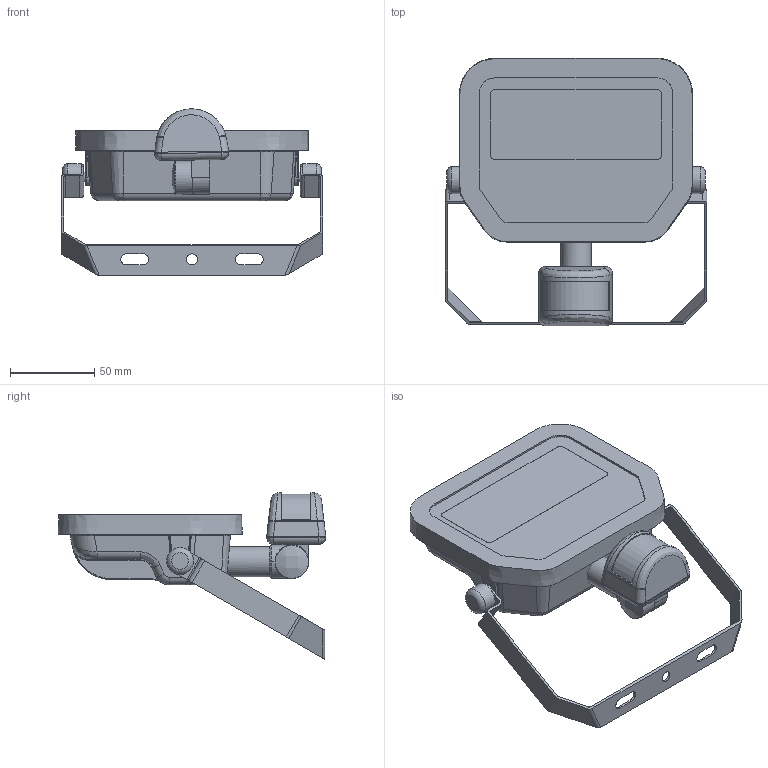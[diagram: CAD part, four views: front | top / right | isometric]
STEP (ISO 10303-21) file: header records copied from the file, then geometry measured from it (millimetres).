
FILE_DESCRIPTION (( 'STEP AP214' ), '1' );
FILE_NAME ('FL_G3_SEN_20W.STEP', '2023-05-02T08:57:39', ( '' ), ( '' ), 'SwSTEP 2.0', 'SolidWorks 2020', '' );
FILE_SCHEMA (( 'AUTOMOTIVE_DESIGN' ));
Length unit declared in the file: millimetre
Products named in the file (1): FL_G3_SEN_20W
Bounding box: 155.6 x 158.8 x 98.75 mm (x, y, z)
Volume: 392538.3 mm3; surface area: 122849 mm2
Topology: 10 solids, 11 shells, 599 faces, 1507 edges, 925 vertices
Faces by surface type: cylinder 207, bspline 201, plane 177, cone 12, torus 2
Full cylindrical faces by diameter (mm): 5.8 x2, 6 x2, 16.094 x2, 18 x1
Entity records: 39054 total; most frequent: CARTESIAN_POINT 19736, ORIENTED_EDGE 2948, DIRECTION 2147, EDGE_CURVE 1474, VERTEX_POINT 920, AXIS2_PLACEMENT_3D 770, EDGE_LOOP 636, FACE_OUTER_BOUND 611
